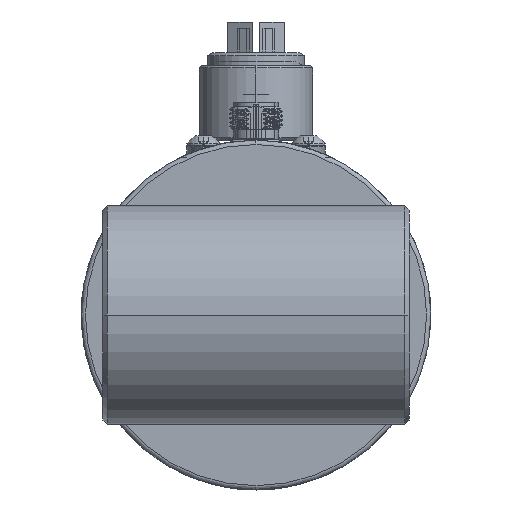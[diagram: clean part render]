
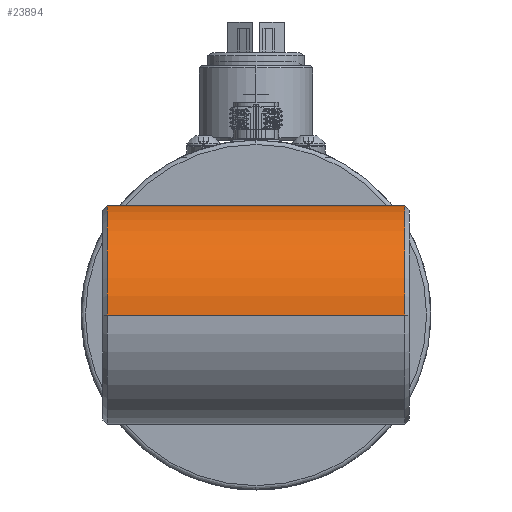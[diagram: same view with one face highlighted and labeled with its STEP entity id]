
A CAD part, left-side view. The second image highlights one B-rep face of the part: STEP entity #23894.
In plain terms, the highlighted cylindrical face has radius 25 mm (diameter 50 mm), a partial arc.
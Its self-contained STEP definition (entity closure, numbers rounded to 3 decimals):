
#644 = CARTESIAN_POINT ( 'NONE',  ( -50., 34., 0. ) ) ;
#1025 = EDGE_CURVE ( 'NONE', #22644, #1076, #12621, .T. ) ;
#1076 = VERTEX_POINT ( 'NONE', #23662 ) ;
#1193 = CARTESIAN_POINT ( 'NONE',  ( -50., -40., 0. ) ) ;
#1992 = AXIS2_PLACEMENT_3D ( 'NONE', #3768, #27578, #23173 ) ;
#2854 = VECTOR ( 'NONE', #9574, 1000. ) ;
#3275 = ORIENTED_EDGE ( 'NONE', *, *, #17351, .T. ) ;
#3768 = CARTESIAN_POINT ( 'NONE',  ( -25., -40., 0. ) ) ;
#3786 = AXIS2_PLACEMENT_3D ( 'NONE', #27773, #3820, #21376 ) ;
#3820 = DIRECTION ( 'NONE',  ( 0., -1., 0. ) ) ;
#5660 = DIRECTION ( 'NONE',  ( 1., 0., 0. ) ) ;
#6327 = VERTEX_POINT ( 'NONE', #17265 ) ;
#7299 = LINE ( 'NONE', #1193, #2854 ) ;
#7967 = CARTESIAN_POINT ( 'NONE',  ( 0., 34., 0. ) ) ;
#9289 = EDGE_LOOP ( 'NONE', ( #20973, #3275, #13094, #24026 ) ) ;
#9574 = DIRECTION ( 'NONE',  ( 0., -1., 0. ) ) ;
#10157 = CYLINDRICAL_SURFACE ( 'NONE', #1992, 25. ) ;
#10916 = VERTEX_POINT ( 'NONE', #644 ) ;
#12563 = FACE_OUTER_BOUND ( 'NONE', #9289, .T. ) ;
#12621 = LINE ( 'NONE', #16721, #15207 ) ;
#13094 = ORIENTED_EDGE ( 'NONE', *, *, #21501, .F. ) ;
#14713 = EDGE_CURVE ( 'NONE', #22644, #10916, #21301, .T. ) ;
#15207 = VECTOR ( 'NONE', #21250, 1000. ) ;
#15996 = DIRECTION ( 'NONE',  ( 0., -1., 0. ) ) ;
#15999 = CIRCLE ( 'NONE', #3786, 25. ) ;
#16721 = CARTESIAN_POINT ( 'NONE',  ( 0., -40., 0. ) ) ;
#17265 = CARTESIAN_POINT ( 'NONE',  ( -50., -34., 0. ) ) ;
#17351 = EDGE_CURVE ( 'NONE', #10916, #6327, #7299, .T. ) ;
#20973 = ORIENTED_EDGE ( 'NONE', *, *, #14713, .T. ) ;
#21250 = DIRECTION ( 'NONE',  ( 0., -1., 0. ) ) ;
#21301 = CIRCLE ( 'NONE', #25843, 25. ) ;
#21376 = DIRECTION ( 'NONE',  ( 1., 0., 0. ) ) ;
#21501 = EDGE_CURVE ( 'NONE', #1076, #6327, #15999, .T. ) ;
#22644 = VERTEX_POINT ( 'NONE', #7967 ) ;
#23173 = DIRECTION ( 'NONE',  ( 1., 0., 0. ) ) ;
#23662 = CARTESIAN_POINT ( 'NONE',  ( 0., -34., 0. ) ) ;
#23894 = ADVANCED_FACE ( 'NONE', ( #12563 ), #10157, .T. ) ;
#24026 = ORIENTED_EDGE ( 'NONE', *, *, #1025, .F. ) ;
#24493 = CARTESIAN_POINT ( 'NONE',  ( -25., 34., 0. ) ) ;
#25843 = AXIS2_PLACEMENT_3D ( 'NONE', #24493, #15996, #5660 ) ;
#27578 = DIRECTION ( 'NONE',  ( 0., -1., 0. ) ) ;
#27773 = CARTESIAN_POINT ( 'NONE',  ( -25., -34., 0. ) ) ;
